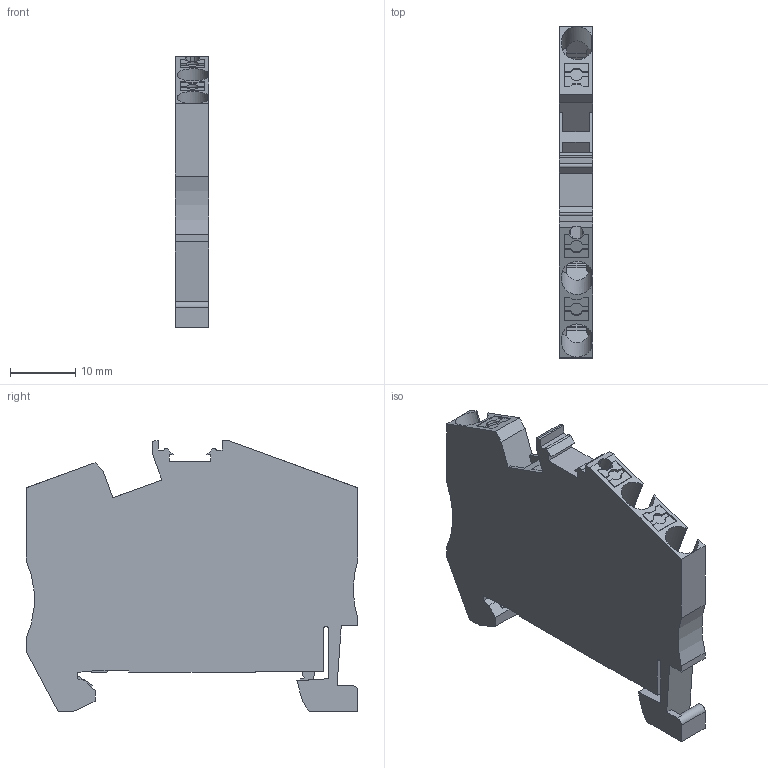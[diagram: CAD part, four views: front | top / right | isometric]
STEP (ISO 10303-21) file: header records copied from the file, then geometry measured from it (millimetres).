
FILE_DESCRIPTION(('Creo Elements/Direct Modeling STEP Export'),'2;1');
FILE_NAME('model.stp','2019-11-05T14:30:00',(''),(''),'Creo Elements/Direct Modeling STEP processor for AP214 (Solid Model)','Creo Elements/Direct Modeling 20.1A 29-Sep-2018 (C) Parametric Technology GmbH','');
FILE_SCHEMA(('AUTOMOTIVE_DESIGN { 1 0 10303 214 1 1 1 1 }'));
Length unit declared in the file: millimetre
Products named in the file (2): PTS_2.5_TWIN_PE-select
Assembly tree (1 placements, depth 2):
  PTS_2.5_TWIN_PE-select
    PTS_2.5_TWIN_PE-select
Bounding box: 5.15 x 50.8 x 41.5 mm (x, y, z)
Volume: 7275.7 mm3; surface area: 5450.9 mm2
Topology: 1 solids, 1 shells, 220 faces, 640 edges, 424 vertices
Faces by surface type: plane 183, cylinder 28, torus 6, cone 3
Entity records: 10213 total; most frequent: CARTESIAN_POINT 2613, ORIENTED_EDGE 1280, DIRECTION 1095, EDGE_CURVE 640, VECTOR 529, LINE 529, VERTEX_POINT 424, AXIS2_PLACEMENT_3D 283
